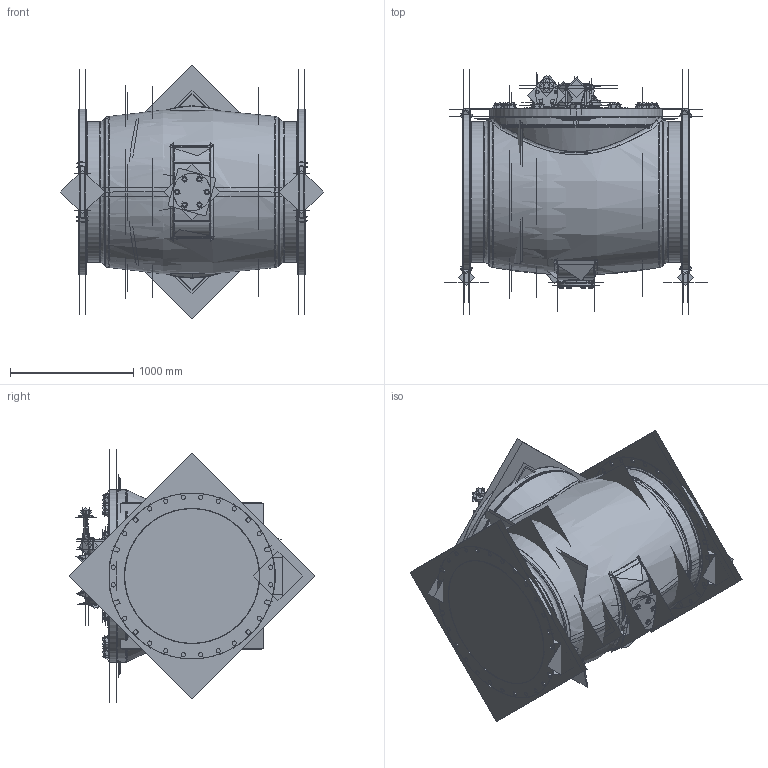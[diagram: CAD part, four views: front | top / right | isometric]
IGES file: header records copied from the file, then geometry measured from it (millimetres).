
Start section:  PTC IGES file: plug_mjxmj-42in-nut_asm.igs
Global section: file name: plug_mjxmj-42in-nut_asm.igs; native system: Creo Parametric by Parametric Technology Corporation; preprocessor: 2013050; author: HAPPY; organization: Unknown; date: 20170222.174438; units: inch
Bounding box: 2134.62 x 1979.97 x 2055.61 mm (x, y, z)
Volume: 792185593.7 mm3; surface area: 149222394.8 mm2
Topology: 85 solids, 84 shells, 4782 faces, 23748 edges, 30011 vertices
Faces by surface type: revolution 2496, bspline 1998, extrusion 288
